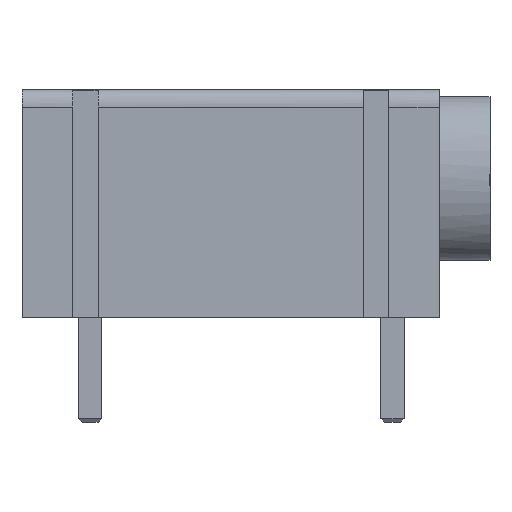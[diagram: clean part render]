
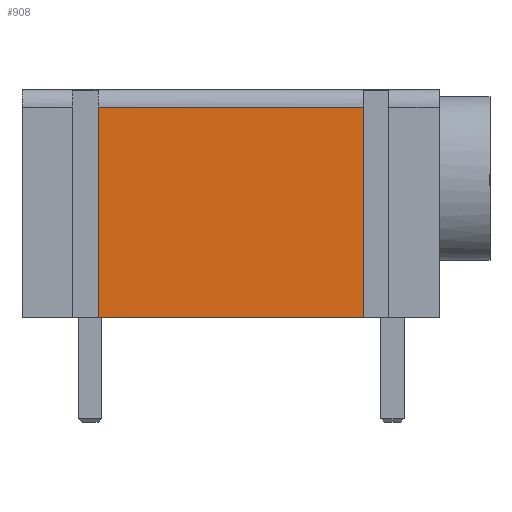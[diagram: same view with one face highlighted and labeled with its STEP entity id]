
A CAD part, left-side view. The second image highlights one B-rep face of the part: STEP entity #908.
In plain terms, the highlighted free-form (B-spline) face has degree [1, 1] with [2, 2] control points.
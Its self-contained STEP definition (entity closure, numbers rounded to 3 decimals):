
#361 = VERTEX_POINT('',#362);
#362 = CARTESIAN_POINT('',(-3.75,16.819,0.));
#367 = EDGE_CURVE('',#361,#368,#370,.T.);
#368 = VERTEX_POINT('',#369);
#369 = CARTESIAN_POINT('',(-3.75,1.671,0.));
#370 = B_SPLINE_CURVE_WITH_KNOTS('',1,(#371,#372),.UNSPECIFIED.,.F.,.F.,
  (2,2),(-17.5,-3.9),.PIECEWISE_BEZIER_KNOTS.);
#371 = CARTESIAN_POINT('',(-3.75,16.819,0.));
#372 = CARTESIAN_POINT('',(-3.75,1.671,0.));
#908 = ADVANCED_FACE('',(#909),#931,.F.);
#909 = FACE_BOUND('',#910,.F.);
#910 = EDGE_LOOP('',(#911,#918,#925,#930));
#911 = ORIENTED_EDGE('',*,*,#912,.T.);
#912 = EDGE_CURVE('',#361,#913,#915,.T.);
#913 = VERTEX_POINT('',#914);
#914 = CARTESIAN_POINT('',(-3.75,16.819,12.));
#915 = B_SPLINE_CURVE_WITH_KNOTS('',1,(#916,#917),.UNSPECIFIED.,.F.,.F.,
  (2,2),(0.,12.),.PIECEWISE_BEZIER_KNOTS.);
#916 = CARTESIAN_POINT('',(-3.75,16.819,0.));
#917 = CARTESIAN_POINT('',(-3.75,16.819,12.));
#918 = ORIENTED_EDGE('',*,*,#919,.T.);
#919 = EDGE_CURVE('',#913,#920,#922,.T.);
#920 = VERTEX_POINT('',#921);
#921 = CARTESIAN_POINT('',(-3.75,1.671,12.));
#922 = B_SPLINE_CURVE_WITH_KNOTS('',1,(#923,#924),.UNSPECIFIED.,.F.,.F.,
  (2,2),(-17.5,-3.9),.PIECEWISE_BEZIER_KNOTS.);
#923 = CARTESIAN_POINT('',(-3.75,16.819,12.));
#924 = CARTESIAN_POINT('',(-3.75,1.671,12.));
#925 = ORIENTED_EDGE('',*,*,#926,.T.);
#926 = EDGE_CURVE('',#920,#368,#927,.T.);
#927 = B_SPLINE_CURVE_WITH_KNOTS('',1,(#928,#929),.UNSPECIFIED.,.F.,.F.,
  (2,2),(-12.,0.),.PIECEWISE_BEZIER_KNOTS.);
#928 = CARTESIAN_POINT('',(-3.75,1.671,12.));
#929 = CARTESIAN_POINT('',(-3.75,1.671,0.));
#930 = ORIENTED_EDGE('',*,*,#367,.F.);
#931 = B_SPLINE_SURFACE_WITH_KNOTS('',1,1,(
    (#932,#933)
    ,(#934,#935
    )),.UNSPECIFIED.,.F.,.F.,.F.,(2,2),(2,2),(-12.,0.),(3.9,17.5),
  .PIECEWISE_BEZIER_KNOTS.);
#932 = CARTESIAN_POINT('',(-3.75,1.671,12.));
#933 = CARTESIAN_POINT('',(-3.75,16.819,12.));
#934 = CARTESIAN_POINT('',(-3.75,1.671,0.));
#935 = CARTESIAN_POINT('',(-3.75,16.819,0.));
